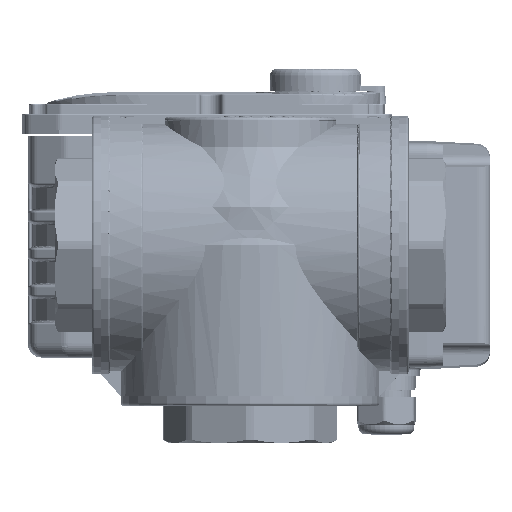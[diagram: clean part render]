
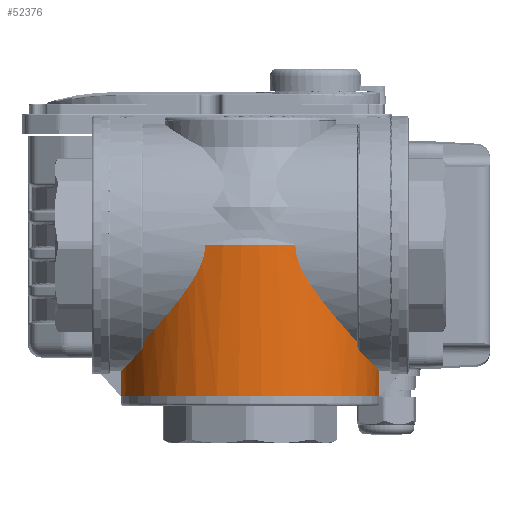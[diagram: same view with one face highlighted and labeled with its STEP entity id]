
A CAD part, top view. The second image highlights one B-rep face of the part: STEP entity #52376.
In plain terms, the highlighted cylindrical face has radius 55.5 mm (diameter 111 mm), a partial arc.
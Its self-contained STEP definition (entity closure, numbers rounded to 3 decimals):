
#2686=LINE('',#87563,#7193);
#2706=LINE('',#87707,#7213);
#2707=LINE('',#87735,#7214);
#2708=LINE('',#87752,#7215);
#7193=VECTOR('',#61317,1000.);
#7213=VECTOR('',#61359,1000.);
#7214=VECTOR('',#61362,1000.);
#7215=VECTOR('',#61363,1000.);
#11892=B_SPLINE_CURVE_WITH_KNOTS('',3,(#87692,#87693,#87694,#87695,#87696,
#87697,#87698),.UNSPECIFIED.,.F.,.F.,(4,1,1,1,4),(0.,
0.007,0.014,0.021,0.027),
 .UNSPECIFIED.);
#11893=B_SPLINE_CURVE_WITH_KNOTS('',3,(#87700,#87701,#87702,#87703,#87704,
#87705),.UNSPECIFIED.,.F.,.F.,(4,1,1,4),(0.,0.001,0.002,
0.003),.UNSPECIFIED.);
#11894=B_SPLINE_CURVE_WITH_KNOTS('',3,(#87709,#87710,#87711,#87712,#87713,
#87714,#87715,#87716,#87717,#87718),.UNSPECIFIED.,.F.,.F.,(4,1,1,1,1,1,
1,4),(0.,0.014,0.021,0.028,
0.035,0.041,0.048,0.055),
 .UNSPECIFIED.);
#11895=B_SPLINE_CURVE_WITH_KNOTS('',3,(#87722,#87723,#87724,#87725,#87726,
#87727,#87728,#87729,#87730,#87731,#87732,#87733),.UNSPECIFIED.,.F.,.F.,
(4,1,1,1,1,1,1,1,1,4),(0.,0.007,0.01,
0.014,0.017,0.021,0.028,
0.042,0.049,0.056),.UNSPECIFIED.);
#11896=B_SPLINE_CURVE_WITH_KNOTS('',3,(#87737,#87738,#87739,#87740,#87741,
#87742),.UNSPECIFIED.,.F.,.F.,(4,1,1,4),(0.,0.001,
0.002,0.003),.UNSPECIFIED.);
#11897=B_SPLINE_CURVE_WITH_KNOTS('',3,(#87744,#87745,#87746,#87747,#87748,
#87749,#87750),.UNSPECIFIED.,.F.,.F.,(4,1,1,1,4),(0.,0.007,
0.014,0.021,0.028),.UNSPECIFIED.);
#13614=ORIENTED_EDGE('',*,*,#29092,.F.);
#13615=ORIENTED_EDGE('',*,*,#29084,.F.);
#13616=ORIENTED_EDGE('',*,*,#29117,.T.);
#13617=ORIENTED_EDGE('',*,*,#29118,.T.);
#13618=ORIENTED_EDGE('',*,*,#29119,.F.);
#13619=ORIENTED_EDGE('',*,*,#29120,.T.);
#13620=ORIENTED_EDGE('',*,*,#29121,.F.);
#13621=ORIENTED_EDGE('',*,*,#29122,.T.);
#13622=ORIENTED_EDGE('',*,*,#29123,.T.);
#13623=ORIENTED_EDGE('',*,*,#29124,.T.);
#13624=ORIENTED_EDGE('',*,*,#29125,.T.);
#13625=ORIENTED_EDGE('',*,*,#29126,.T.);
#29084=EDGE_CURVE('',#36961,#36962,#2686,.T.);
#29092=EDGE_CURVE('',#36962,#36968,#42079,.T.);
#29117=EDGE_CURVE('',#36961,#36989,#11892,.T.);
#29118=EDGE_CURVE('',#36989,#36990,#11893,.T.);
#29119=EDGE_CURVE('',#36991,#36990,#2706,.T.);
#29120=EDGE_CURVE('',#36991,#36992,#11894,.T.);
#29121=EDGE_CURVE('',#36993,#36992,#42083,.T.);
#29122=EDGE_CURVE('',#36993,#36994,#11895,.T.);
#29123=EDGE_CURVE('',#36994,#36995,#2707,.T.);
#29124=EDGE_CURVE('',#36995,#36996,#11896,.T.);
#29125=EDGE_CURVE('',#36996,#36997,#11897,.T.);
#29126=EDGE_CURVE('',#36997,#36968,#2708,.T.);
#36961=VERTEX_POINT('',#87562);
#36962=VERTEX_POINT('',#87564);
#36968=VERTEX_POINT('',#87580);
#36989=VERTEX_POINT('',#87699);
#36990=VERTEX_POINT('',#87706);
#36991=VERTEX_POINT('',#87708);
#36992=VERTEX_POINT('',#87719);
#36993=VERTEX_POINT('',#87721);
#36994=VERTEX_POINT('',#87734);
#36995=VERTEX_POINT('',#87736);
#36996=VERTEX_POINT('',#87743);
#36997=VERTEX_POINT('',#87751);
#42079=CIRCLE('',#55859,55.5);
#42083=CIRCLE('',#55867,55.5);
#44446=EDGE_LOOP('',(#13614,#13615,#13616,#13617,#13618,#13619,#13620,#13621,
#13622,#13623,#13624,#13625));
#47984=FACE_BOUND('',#44446,.T.);
#51393=CYLINDRICAL_SURFACE('',#55866,55.5);
#52376=ADVANCED_FACE('',(#47984),#51393,.T.);
#55859=AXIS2_PLACEMENT_3D('',#87579,#61330,#61331);
#55866=AXIS2_PLACEMENT_3D('',#87691,#61357,#61358);
#55867=AXIS2_PLACEMENT_3D('',#87720,#61360,#61361);
#61317=DIRECTION('',(0.,-1.,0.));
#61330=DIRECTION('',(0.,-1.,0.));
#61331=DIRECTION('',(0.996,0.,0.09));
#61357=DIRECTION('',(0.,-1.,0.));
#61358=DIRECTION('',(0.,0.,1.));
#61359=DIRECTION('',(0.,-1.,0.));
#61360=DIRECTION('',(0.,1.,0.));
#61361=DIRECTION('',(-0.349,0.,0.937));
#61362=DIRECTION('',(0.,-1.,0.));
#61363=DIRECTION('',(0.,-1.,0.));
#87562=CARTESIAN_POINT('',(55.274,-54.019,5.));
#87563=CARTESIAN_POINT('',(55.274,-54.019,5.));
#87564=CARTESIAN_POINT('',(55.274,-65.,5.));
#87579=CARTESIAN_POINT('',(0.,-65.,0.));
#87580=CARTESIAN_POINT('',(-55.274,-65.,5.));
#87691=CARTESIAN_POINT('',(0.,61.,0.));
#87692=CARTESIAN_POINT('',(55.274,-54.019,5.));
#87693=CARTESIAN_POINT('',(55.065,-53.805,7.309));
#87694=CARTESIAN_POINT('',(54.37,-53.094,11.794));
#87695=CARTESIAN_POINT('',(52.574,-51.254,18.184));
#87696=CARTESIAN_POINT('',(50.084,-48.697,24.192));
#87697=CARTESIAN_POINT('',(48.082,-46.635,27.794));
#87698=CARTESIAN_POINT('',(47.,-45.517,29.517));
#87699=CARTESIAN_POINT('',(47.,-45.517,29.517));
#87700=CARTESIAN_POINT('',(47.,-45.517,29.517));
#87701=CARTESIAN_POINT('',(46.764,-45.274,29.892));
#87702=CARTESIAN_POINT('',(46.442,-44.808,30.39));
#87703=CARTESIAN_POINT('',(46.108,-43.995,30.893));
#87704=CARTESIAN_POINT('',(46.,-43.514,31.052));
#87705=CARTESIAN_POINT('',(46.,-43.259,31.052));
#87706=CARTESIAN_POINT('',(46.,-43.259,31.052));
#87707=CARTESIAN_POINT('',(46.,-41.71,31.052));
#87708=CARTESIAN_POINT('',(46.,-41.71,31.052));
#87709=CARTESIAN_POINT('',(46.,-41.71,31.052));
#87710=CARTESIAN_POINT('',(43.764,-39.244,34.365));
#87711=CARTESIAN_POINT('',(40.121,-35.174,38.628));
#87712=CARTESIAN_POINT('',(34.94,-29.1,43.222));
#87713=CARTESIAN_POINT('',(30.931,-24.161,46.165));
#87714=CARTESIAN_POINT('',(26.995,-18.905,48.558));
#87715=CARTESIAN_POINT('',(23.325,-13.246,50.408));
#87716=CARTESIAN_POINT('',(20.307,-7.006,51.67));
#87717=CARTESIAN_POINT('',(19.397,-2.36,52.));
#87718=CARTESIAN_POINT('',(19.397,0.,52.));
#87719=CARTESIAN_POINT('',(19.397,0.,52.));
#87720=CARTESIAN_POINT('',(0.,0.,0.));
#87721=CARTESIAN_POINT('',(-19.397,0.,52.));
#87722=CARTESIAN_POINT('',(-19.397,0.,52.));
#87723=CARTESIAN_POINT('',(-19.397,-2.367,52.));
#87724=CARTESIAN_POINT('',(-20.055,-5.773,51.761));
#87725=CARTESIAN_POINT('',(-21.809,-10.097,51.044));
#87726=CARTESIAN_POINT('',(-23.378,-13.124,50.347));
#87727=CARTESIAN_POINT('',(-25.124,-16.018,49.502));
#87728=CARTESIAN_POINT('',(-27.62,-19.741,48.177));
#87729=CARTESIAN_POINT('',(-32.21,-25.866,45.388));
#87730=CARTESIAN_POINT('',(-37.492,-32.137,41.201));
#87731=CARTESIAN_POINT('',(-42.543,-37.879,35.793));
#87732=CARTESIAN_POINT('',(-44.885,-40.481,32.704));
#87733=CARTESIAN_POINT('',(-46.,-41.71,31.052));
#87734=CARTESIAN_POINT('',(-46.,-41.71,31.052));
#87735=CARTESIAN_POINT('',(-46.,-41.71,31.052));
#87736=CARTESIAN_POINT('',(-46.,-43.259,31.052));
#87737=CARTESIAN_POINT('',(-46.,-43.259,31.052));
#87738=CARTESIAN_POINT('',(-46.,-43.516,31.052));
#87739=CARTESIAN_POINT('',(-46.107,-43.993,30.893));
#87740=CARTESIAN_POINT('',(-46.441,-44.806,30.392));
#87741=CARTESIAN_POINT('',(-46.764,-45.274,29.892));
#87742=CARTESIAN_POINT('',(-47.,-45.517,29.517));
#87743=CARTESIAN_POINT('',(-47.,-45.517,29.517));
#87744=CARTESIAN_POINT('',(-47.,-45.517,29.517));
#87745=CARTESIAN_POINT('',(-48.081,-46.634,27.795));
#87746=CARTESIAN_POINT('',(-50.079,-48.691,24.196));
#87747=CARTESIAN_POINT('',(-52.545,-51.223,18.27));
#87748=CARTESIAN_POINT('',(-54.373,-53.097,11.796));
#87749=CARTESIAN_POINT('',(-55.066,-53.806,7.307));
#87750=CARTESIAN_POINT('',(-55.274,-54.019,5.));
#87751=CARTESIAN_POINT('',(-55.274,-54.019,5.));
#87752=CARTESIAN_POINT('',(-55.274,-54.019,5.));
